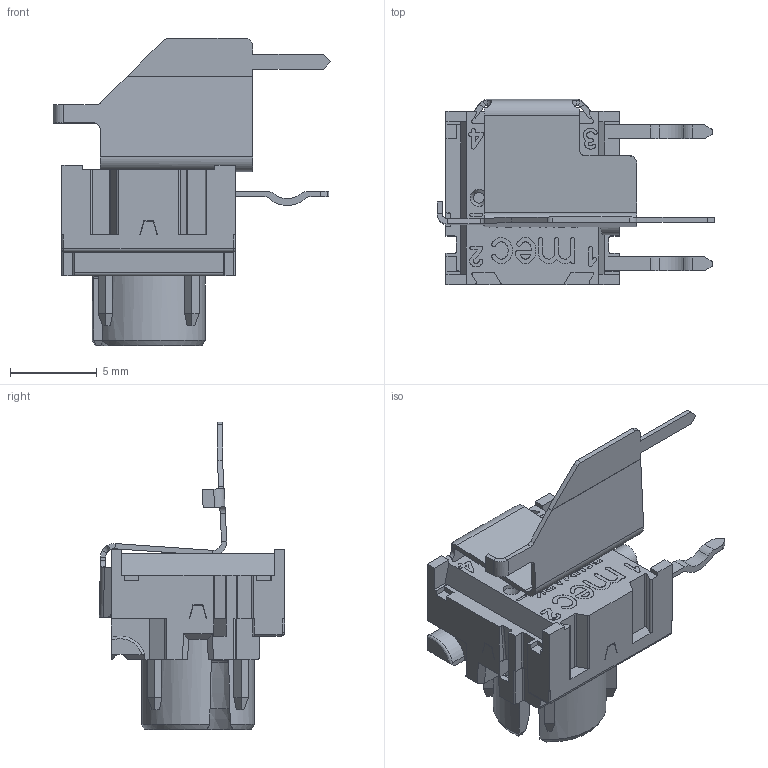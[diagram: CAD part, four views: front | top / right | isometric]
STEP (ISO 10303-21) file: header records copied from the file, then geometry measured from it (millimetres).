
FILE_DESCRIPTION(/* description */ ('','CAx-IF Rec.Pracs.---Representation and Presentation of Product Manufacturing Information (PMI)---4.0---2014-10-13'),/* implementation_level */ '2;1');
FILE_NAME(/* name */ '3FTH9RAS.stp',/* time_stamp */ '2020-02-25T10:54:42+01:00',/* author */ ('fd'),/* organization */ (''),/* preprocessor_version */ 'ST-DEVELOPER v18',/* originating_system */ 'Autodesk Inventor 2020',/* authorisation */ '');
FILE_SCHEMA (('AP242_MANAGED_MODEL_BASED_3D_ENGINEERING_MIM_LF { 1 0 10303 442 1 1 4 }'));
Length unit declared in the file: inch
Products named in the file (1): 3FTH9RAS_Shrinkwrap_1
Bounding box: 16.02 x 10.68 x 17.73 mm (x, y, z)
Volume: 619 mm3; surface area: 1057.2 mm2
Topology: 1 solids, 1 shells, 946 faces, 2664 edges, 1746 vertices
Faces by surface type: plane 530, cylinder 375, bspline 15, cone 13, torus 13
Full cylindrical faces by diameter (mm): 0.2 x1, 1 x1, 6.5 x1
Entity records: 33546 total; most frequent: CARTESIAN_POINT 7320, DIRECTION 5387, ORIENTED_EDGE 5328, EDGE_CURVE 2664, AXIS2_PLACEMENT_3D 1858, VERTEX_POINT 1746, LINE 1671, VECTOR 1671
